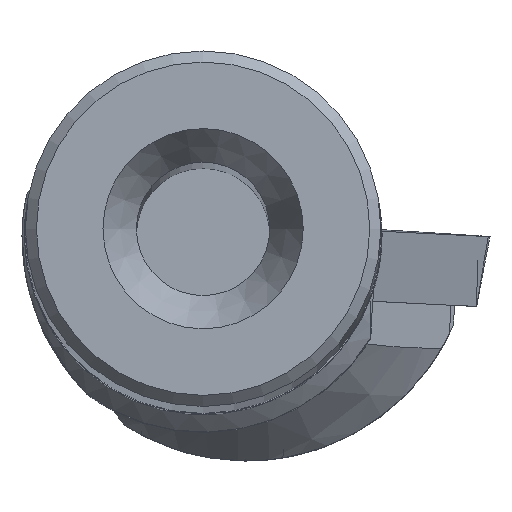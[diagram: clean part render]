
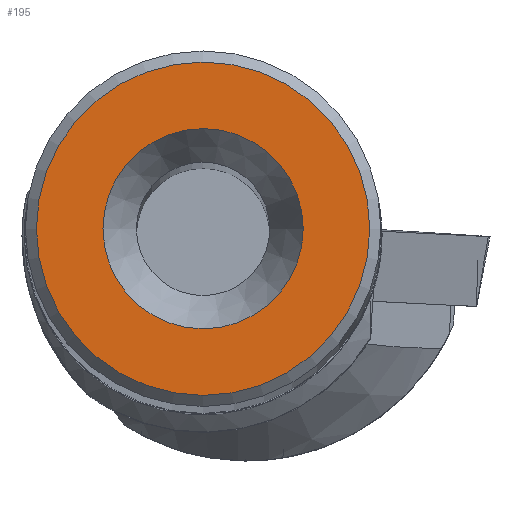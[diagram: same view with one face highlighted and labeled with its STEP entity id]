
A CAD part, top view. The second image highlights one B-rep face of the part: STEP entity #195.
In plain terms, the highlighted planar face has unit normal (0, 0, 1).
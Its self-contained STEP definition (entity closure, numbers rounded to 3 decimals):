
#195=ADVANCED_FACE('',(#349,#350),#231,.T.);
#231=PLANE('',#1018);
#349=FACE_BOUND('',#404,.T.);
#350=FACE_BOUND('',#405,.T.);
#404=EDGE_LOOP('',(#567));
#405=EDGE_LOOP('',(#568));
#567=ORIENTED_EDGE('',*,*,#819,.T.);
#568=ORIENTED_EDGE('',*,*,#820,.F.);
#722=VERTEX_POINT('',#1719);
#723=VERTEX_POINT('',#1721);
#819=EDGE_CURVE('',#722,#722,#863,.T.);
#820=EDGE_CURVE('',#723,#723,#864,.T.);
#863=CIRCLE('',#1016,4.5);
#864=CIRCLE('',#1017,7.493);
#1016=AXIS2_PLACEMENT_3D('',#1718,#1217,#1218);
#1017=AXIS2_PLACEMENT_3D('',#1720,#1219,#1220);
#1018=AXIS2_PLACEMENT_3D('',#1722,#1221,#1222);
#1217=DIRECTION('',(0.,0.,-1.));
#1218=DIRECTION('',(-1.,0.,0.));
#1219=DIRECTION('',(0.,0.,-1.));
#1220=DIRECTION('',(-1.,0.,0.));
#1221=DIRECTION('',(0.,0.,1.));
#1222=DIRECTION('',(-1.,0.,0.));
#1718=CARTESIAN_POINT('',(0.,0.,0.));
#1719=CARTESIAN_POINT('',(-4.5,0.,0.));
#1720=CARTESIAN_POINT('',(0.,0.,0.));
#1721=CARTESIAN_POINT('',(-7.493,0.,0.));
#1722=CARTESIAN_POINT('',(0.,0.,0.));
